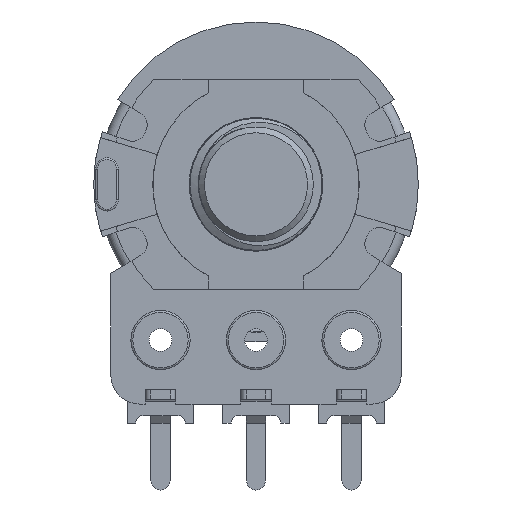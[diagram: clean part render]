
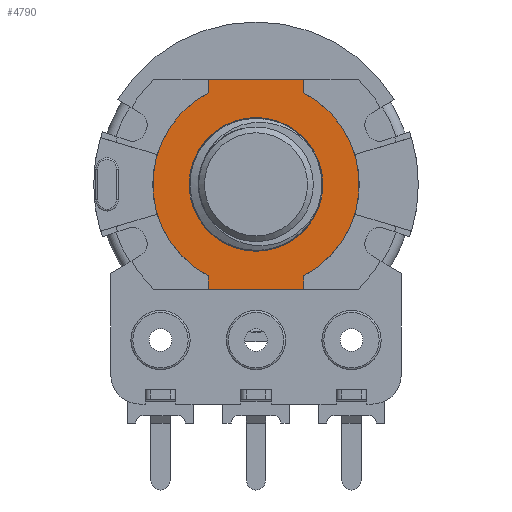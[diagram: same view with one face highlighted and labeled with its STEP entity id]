
A CAD part, front view. The second image highlights one B-rep face of the part: STEP entity #4790.
In plain terms, the highlighted planar face has unit normal (0, -1, 0).
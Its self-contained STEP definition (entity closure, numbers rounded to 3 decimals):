
#28=FACE_BOUND('',#548,.T.);
#80=PLANE('',#5110);
#281=FACE_OUTER_BOUND('',#547,.T.);
#547=EDGE_LOOP('',(#3510,#3511,#3512,#3513,#3514,#3515,#3516,#3517));
#548=EDGE_LOOP('',(#3518));
#801=CIRCLE('',#5063,3.5);
#809=CIRCLE('',#5081,5.4);
#814=CIRCLE('',#5089,5.4);
#1120=LINE('',#13320,#1577);
#1122=LINE('',#13324,#1579);
#1124=LINE('',#13327,#1581);
#1125=LINE('',#13330,#1582);
#1127=LINE('',#13334,#1584);
#1129=LINE('',#13337,#1586);
#1577=VECTOR('',#5734,10.);
#1579=VECTOR('',#5738,10.);
#1581=VECTOR('',#5742,10.);
#1582=VECTOR('',#5745,10.);
#1584=VECTOR('',#5749,10.);
#1586=VECTOR('',#5753,10.);
#2039=VERTEX_POINT('',#13189);
#2065=VERTEX_POINT('',#13258);
#2066=VERTEX_POINT('',#13260);
#2072=VERTEX_POINT('',#13278);
#2073=VERTEX_POINT('',#13280);
#2084=VERTEX_POINT('',#13319);
#2085=VERTEX_POINT('',#13323);
#2086=VERTEX_POINT('',#13329);
#2087=VERTEX_POINT('',#13333);
#2549=EDGE_CURVE('',#2039,#2039,#801,.T.);
#2582=EDGE_CURVE('',#2066,#2065,#809,.T.);
#2592=EDGE_CURVE('',#2073,#2072,#814,.T.);
#2612=EDGE_CURVE('',#2065,#2084,#1120,.T.);
#2614=EDGE_CURVE('',#2084,#2085,#1122,.T.);
#2616=EDGE_CURVE('',#2085,#2073,#1124,.T.);
#2617=EDGE_CURVE('',#2072,#2086,#1125,.T.);
#2619=EDGE_CURVE('',#2087,#2086,#1127,.T.);
#2621=EDGE_CURVE('',#2087,#2066,#1129,.T.);
#3510=ORIENTED_EDGE('',*,*,#2621,.T.);
#3511=ORIENTED_EDGE('',*,*,#2582,.T.);
#3512=ORIENTED_EDGE('',*,*,#2612,.T.);
#3513=ORIENTED_EDGE('',*,*,#2614,.T.);
#3514=ORIENTED_EDGE('',*,*,#2616,.T.);
#3515=ORIENTED_EDGE('',*,*,#2592,.T.);
#3516=ORIENTED_EDGE('',*,*,#2617,.T.);
#3517=ORIENTED_EDGE('',*,*,#2619,.F.);
#3518=ORIENTED_EDGE('',*,*,#2549,.T.);
#4790=ADVANCED_FACE('',(#281,#28),#80,.T.);
#5063=AXIS2_PLACEMENT_3D('',#13191,#5608,#5609);
#5081=AXIS2_PLACEMENT_3D('',#13261,#5669,#5670);
#5089=AXIS2_PLACEMENT_3D('',#13281,#5690,#5691);
#5110=AXIS2_PLACEMENT_3D('',#13338,#5754,#5755);
#5608=DIRECTION('center_axis',(0.,1.,0.));
#5609=DIRECTION('ref_axis',(-1.,0.,0.));
#5669=DIRECTION('center_axis',(0.,-1.,0.));
#5670=DIRECTION('ref_axis',(-0.463,0.,0.886));
#5690=DIRECTION('center_axis',(0.,-1.,0.));
#5691=DIRECTION('ref_axis',(0.463,0.,-0.886));
#5734=DIRECTION('',(0.,0.,-1.));
#5738=DIRECTION('',(1.,0.,0.));
#5742=DIRECTION('',(0.,0.,1.));
#5745=DIRECTION('',(0.,0.,1.));
#5749=DIRECTION('',(1.,0.,0.));
#5753=DIRECTION('',(0.,0.,-1.));
#5754=DIRECTION('center_axis',(0.,-1.,0.));
#5755=DIRECTION('ref_axis',(1.,0.,0.));
#13189=CARTESIAN_POINT('',(3.5,-3.924,12.663));
#13191=CARTESIAN_POINT('Origin',(0.,-3.924,
12.663));
#13258=CARTESIAN_POINT('',(-2.5,-3.924,7.877));
#13260=CARTESIAN_POINT('',(-2.5,-3.924,17.45));
#13261=CARTESIAN_POINT('Origin',(0.,-3.924,
12.663));
#13278=CARTESIAN_POINT('',(2.5,-3.924,17.45));
#13280=CARTESIAN_POINT('',(2.5,-3.924,7.877));
#13281=CARTESIAN_POINT('Origin',(0.,-3.924,
12.663));
#13319=CARTESIAN_POINT('',(-2.5,-3.924,7.163));
#13320=CARTESIAN_POINT('',(-2.5,-3.924,7.877));
#13323=CARTESIAN_POINT('',(2.5,-3.924,7.163));
#13324=CARTESIAN_POINT('',(-10.,-3.924,7.163));
#13327=CARTESIAN_POINT('',(2.5,-3.924,7.163));
#13329=CARTESIAN_POINT('',(2.5,-3.924,18.163));
#13330=CARTESIAN_POINT('',(2.5,-3.924,17.45));
#13333=CARTESIAN_POINT('',(-2.5,-3.924,18.163));
#13334=CARTESIAN_POINT('',(-10.,-3.924,18.163));
#13337=CARTESIAN_POINT('',(-2.5,-3.924,18.163));
#13338=CARTESIAN_POINT('Origin',(0.,-3.924,
12.663));
